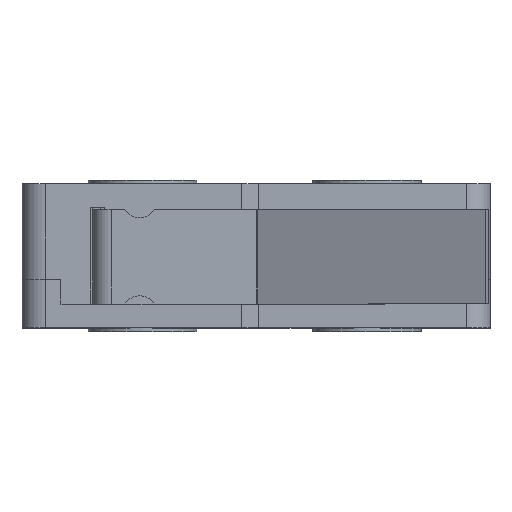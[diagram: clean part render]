
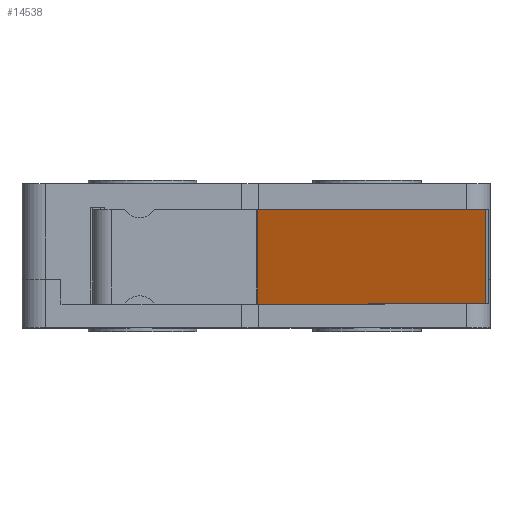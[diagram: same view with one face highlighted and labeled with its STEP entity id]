
A CAD part, top view. The second image highlights one B-rep face of the part: STEP entity #14538.
In plain terms, the highlighted planar face has unit normal (-0.424, 0, 0.906).
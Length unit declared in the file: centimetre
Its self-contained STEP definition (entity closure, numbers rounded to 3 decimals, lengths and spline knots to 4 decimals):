
#965=FACE_OUTER_BOUND('',#1771,.T.);
#1771=EDGE_LOOP('',(#9654,#9655,#9656,#9657));
#2647=LINE('',#19034,#4283);
#2665=LINE('',#19078,#4301);
#2666=LINE('',#19081,#4302);
#2667=LINE('',#19082,#4303);
#4283=VECTOR('',#16062,1.);
#4301=VECTOR('',#16104,1.);
#4302=VECTOR('',#16107,1.);
#4303=VECTOR('',#16108,1.);
#5920=VERTEX_POINT('',#19031);
#5921=VERTEX_POINT('',#19033);
#5935=VERTEX_POINT('',#19076);
#5936=VERTEX_POINT('',#19080);
#7391=EDGE_CURVE('',#5921,#5920,#2647,.T.);
#7415=EDGE_CURVE('',#5920,#5935,#2665,.T.);
#7416=EDGE_CURVE('',#5935,#5936,#2666,.T.);
#7417=EDGE_CURVE('',#5921,#5936,#2667,.T.);
#9654=ORIENTED_EDGE('',*,*,#7416,.T.);
#9655=ORIENTED_EDGE('',*,*,#7417,.F.);
#9656=ORIENTED_EDGE('',*,*,#7391,.T.);
#9657=ORIENTED_EDGE('',*,*,#7415,.T.);
#14024=PLANE('',#15373);
#14538=ADVANCED_FACE('',(#965),#14024,.T.);
#15373=AXIS2_PLACEMENT_3D('',#19079,#16105,#16106);
#16062=DIRECTION('',(0.906,0.,0.424));
#16104=DIRECTION('',(0.,1.,0.));
#16105=DIRECTION('center_axis',(-0.424,0.,
0.906));
#16106=DIRECTION('ref_axis',(0.906,0.,0.424));
#16107=DIRECTION('',(-0.906,0.,-0.424));
#16108=DIRECTION('',(0.,1.,0.));
#19031=CARTESIAN_POINT('',(1.4496,-0.51,1.3365));
#19033=CARTESIAN_POINT('',(0.4844,-0.51,0.8847));
#19034=CARTESIAN_POINT('',(0.4844,-0.51,0.8847));
#19076=CARTESIAN_POINT('',(1.4496,-0.11,1.3365));
#19078=CARTESIAN_POINT('',(1.4496,-0.31,1.3365));
#19079=CARTESIAN_POINT('Origin',(1.4496,-0.31,1.3365));
#19080=CARTESIAN_POINT('',(0.4844,-0.11,0.8847));
#19081=CARTESIAN_POINT('',(0.4844,-0.11,0.8847));
#19082=CARTESIAN_POINT('',(0.4844,-0.31,0.8847));
